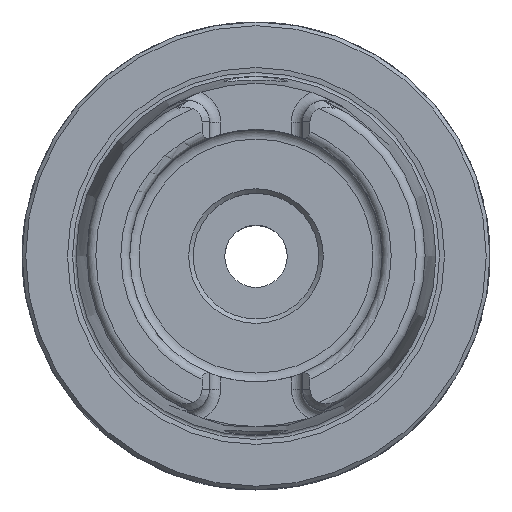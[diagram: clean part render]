
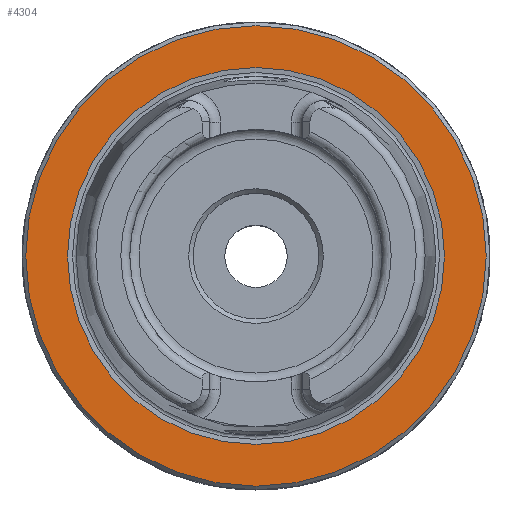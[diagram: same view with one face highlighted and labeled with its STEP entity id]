
A CAD part, top view. The second image highlights one B-rep face of the part: STEP entity #4304.
In plain terms, the highlighted planar face has unit normal (0, 0, 1).
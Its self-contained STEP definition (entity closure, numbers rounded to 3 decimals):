
#770=ORIENTED_EDGE('',*,*,#1354,.T.);
#771=ORIENTED_EDGE('',*,*,#1351,.F.);
#1351=EDGE_CURVE('',#1679,#1679,#1922,.T.);
#1354=EDGE_CURVE('',#1682,#1682,#1925,.T.);
#1679=VERTEX_POINT('',#6370);
#1682=VERTEX_POINT('',#6379);
#1922=CIRCLE('',#4596,25.373);
#1925=CIRCLE('',#4602,31.);
#2163=EDGE_LOOP('',(#770));
#2164=EDGE_LOOP('',(#771));
#2496=FACE_BOUND('',#2163,.T.);
#2497=FACE_BOUND('',#2164,.T.);
#2720=PLANE('',#4601);
#4304=ADVANCED_FACE('',(#2496,#2497),#2720,.T.);
#4596=AXIS2_PLACEMENT_3D('',#6369,#5192,#5193);
#4601=AXIS2_PLACEMENT_3D('',#6377,#5202,#5203);
#4602=AXIS2_PLACEMENT_3D('',#6378,#5204,#5205);
#5192=DIRECTION('',(0.,0.,1.));
#5193=DIRECTION('',(1.,0.,0.));
#5202=DIRECTION('',(0.,0.,1.));
#5203=DIRECTION('',(1.,0.,0.));
#5204=DIRECTION('',(0.,0.,1.));
#5205=DIRECTION('',(1.,0.,0.));
#6369=CARTESIAN_POINT('',(0.,0.,0.));
#6370=CARTESIAN_POINT('',(25.373,0.,0.));
#6377=CARTESIAN_POINT('',(31.,0.,0.));
#6378=CARTESIAN_POINT('',(0.,0.,0.));
#6379=CARTESIAN_POINT('',(31.,0.,0.));
